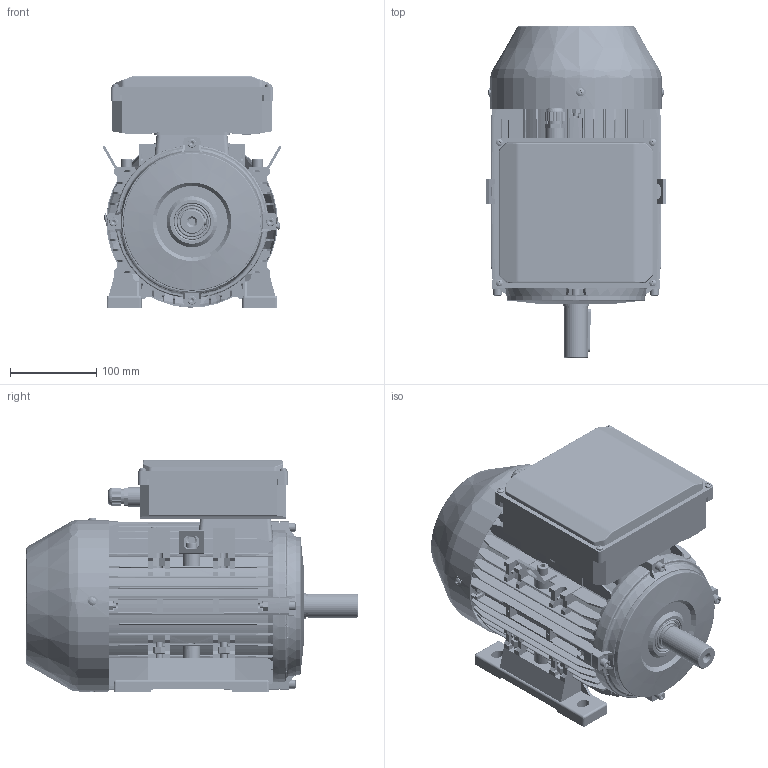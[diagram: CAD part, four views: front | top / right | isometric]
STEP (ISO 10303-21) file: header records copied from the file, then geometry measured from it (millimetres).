
FILE_DESCRIPTION (( 'STEP AP203' ), '1' );
FILE_NAME ('JEML100 B3 Big.STEP', '2024-07-04T03:14:50', ( '' ), ( '' ), 'SwSTEP 2.0', 'SolidWorks 2016', '' );
FILE_SCHEMA (( 'CONFIG_CONTROL_DESIGN' ));
Length unit declared in the file: millimetre
Products named in the file (38): cross recessed pan head screws gb_GB_CROSS_SCREWS_TYPE1 M4X10-10  H type-N; 菁褐囀鞠褒M8X14_GB_FASTENER_SCREWS_HSHCS M8X20-C; 电容压板60; PG11堤盄蹟杶奻; JEML100 B3 Big; JE3-100瑞欶; 狟裔攫芛蹟隊M5X16-16  H type-C_GB_CROSS_SCREWS_TYPE1 M5X16-16  H type-C; JEML 90F 樓湮; JE3-100綴 傷裔B3; 瑞欶蹟隊M5X6-6  H type-C_GB_CROSS_SCREWS_TYPE1 M5X10-10  H type-C; 奻裔攫芛蹟隊M4X16-16  H type-C_GB_CROSS_SCREWS_TYPE1 M4X16-16  H type-C; hexagon nuts grade c gb_GB_FASTENER_NUT_SNC1 M8-N; PG11; 6206粣創; 30×42×7油封; 萇赽燭陑羲壽; MY80-100狟裔蝶菜; JE3-100菁褐; MY80-100 出线螺套橡胶塞; Y2-90-2 瑞珔; 坋趼攫芛蹟隊M4X10_GB_CROSS_SCREWS_TYPE1 M5X10-10  H type-C; ヶ裔蹟隊 M8X30-C_GB_FASTENER_SCREWS_HSHCS M8X25-C; 傷裔囀鞠褒M6X25-N_GB_FASTENER_SCREWS_HSHCS M6X30-N; 奻裔攫芛蹟隊M4X12-16  H type-C_GB_CROSS_SCREWS_TYPE1 M4X16-16  H type-C; 傷裔粟銅菜 6_GB_FASTENER_WASHER_SW 6; JE3-100儂釱0629; 諉華蹟隊 M5X10-6  H type-C_GB_CROSS_SCREWS_TYPE1 M5X10-10  H type-C; hexagon nuts grade c gb_GB_FASTENER_NUT_SNC1 M6-C; PG11堤盄蹟杶狟; 菁褐粟銅菜 8_GB_FASTENER_WASHER_SW 8; 裂遠; 揤盄啣; JE3-100 蛌粣; MS100諉盄啣; 傷裔囀鞠褒M6X35-N_GB_FASTENER_SCREWS_HSHCS M6X30-N; す瑩8X50_GB_CONNECTING_PIECE_KEYS_CWK 8X50; 錨璃10^JEML100 B3 Big; JE3-100傷裔B3 1213A
Assembly tree (83 placements, depth 3):
  JEML100 B3 Big
    JE3-100儂釱0629
    JE3-100綴 傷裔B3
    JE3-100傷裔B3 1213A
    JE3-100菁褐  x2
    JE3-100瑞欶
    JE3-100 蛌粣
    Y2-90-2 瑞珔
    30×42×7油封  x2
    6206粣創  x2
    JEML 90F 樓湮
    MY80-100狟裔蝶菜
    PG11
      PG11堤盄蹟杶狟
      PG11堤盄蹟杶奻
      MY80-100 出线螺套橡胶塞
    傷裔囀鞠褒M6X35-N_GB_FASTENER_SCREWS_HSHCS M6X30-N  x7
    hexagon nuts grade c gb_GB_FASTENER_NUT_SNC1 M6-C  x7
    傷裔粟銅菜 6_GB_FASTENER_WASHER_SW 6  x8
    傷裔囀鞠褒M6X25-N_GB_FASTENER_SCREWS_HSHCS M6X30-N
    ヶ裔蹟隊 M8X30-C_GB_FASTENER_SCREWS_HSHCS M8X25-C  x4
    菁褐粟銅菜 8_GB_FASTENER_WASHER_SW 8  x6
    hexagon nuts grade c gb_GB_FASTENER_NUT_SNC1 M8-N  x4
    瑞欶蹟隊M5X6-6  H type-C_GB_CROSS_SCREWS_TYPE1 M5X10-10  H type-C  x3
    す瑩8X50_GB_CONNECTING_PIECE_KEYS_CWK 8X50
    cross recessed pan head screws gb_GB_CROSS_SCREWS_TYPE1 M4X10-10  H type-N  x4
    諉華蹟隊 M5X10-6  H type-C_GB_CROSS_SCREWS_TYPE1 M5X10-10  H type-C  x4
    裂遠  x2
    菁褐囀鞠褒M8X14_GB_FASTENER_SCREWS_HSHCS M8X20-C  x2
    电容压板60
    萇赽燭陑羲壽
    揤盄啣
    奻裔攫芛蹟隊M4X16-16  H type-C_GB_CROSS_SCREWS_TYPE1 M4X16-16  H type-C  x2
    奻裔攫芛蹟隊M4X12-16  H type-C_GB_CROSS_SCREWS_TYPE1 M4X16-16  H type-C  x2
    坋趼攫芛蹟隊M4X10_GB_CROSS_SCREWS_TYPE1 M5X10-10  H type-C  x2
    MS100諉盄啣
    狟裔攫芛蹟隊M5X16-16  H type-C_GB_CROSS_SCREWS_TYPE1 M5X16-16  H type-C  x2
  錨璃10^JEML100 B3 Big
Bounding box: 208 x 384.94 x 269.1 mm (x, y, z)
Volume: 2265315 mm3; surface area: 1249222.9 mm2
Topology: 91 solids, 94 shells, 7245 faces, 19503 edges, 12734 vertices
Faces by surface type: plane 4055, cylinder 1745, bspline 675, cone 324, torus 272, sphere 174
Entity records: 242613 total; most frequent: CARTESIAN_POINT 86800, ORIENTED_EDGE 33270, DIRECTION 28381, EDGE_CURVE 16635, VERTEX_POINT 10918, VECTOR 10571, LINE 10571, AXIS2_PLACEMENT_3D 8905
